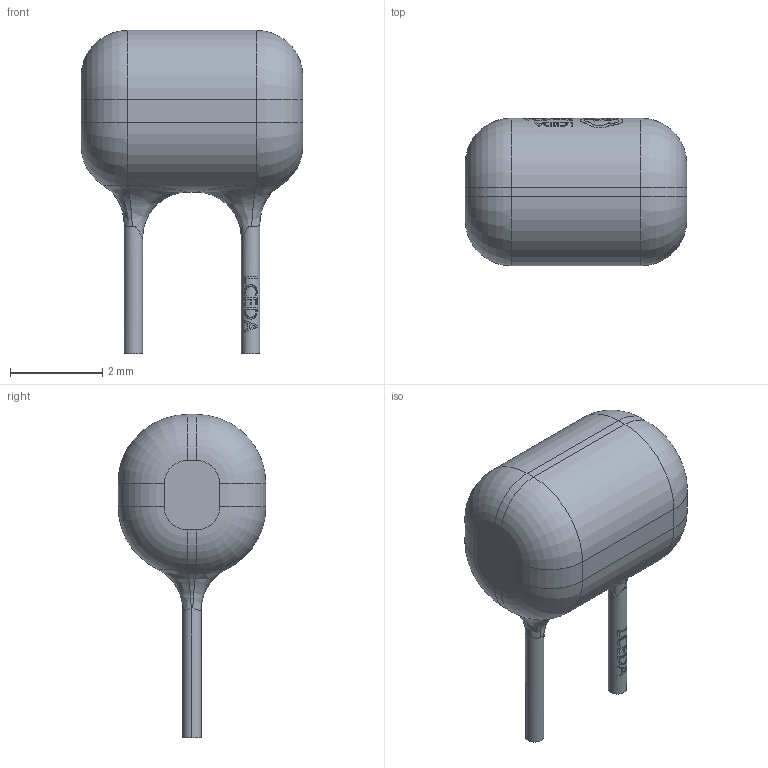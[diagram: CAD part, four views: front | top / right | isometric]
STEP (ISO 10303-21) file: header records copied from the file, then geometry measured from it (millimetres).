
FILE_DESCRIPTION (( 'STEP AP214' ), '1' );
FILE_NAME ('CAP-TH_L4.9-W3.7-H2.5-P2.54.step', '2022-07-01T08:51:37', ( '' ), ( '' ), 'SwSTEP 2.0', 'SolidWorks 2020', '' );
FILE_SCHEMA (( 'AUTOMOTIVE_DESIGN' ));
Length unit declared in the file: millimetre
Products named in the file (1): CAP-TH_L4.9-W3.7-H2.5-P2.54
Bounding box: 4.8 x 3.2 x 7 mm (x, y, z)
Volume: 41.8 mm3; surface area: 69.3 mm2
Topology: 1 solids, 1 shells, 327 faces, 872 edges, 573 vertices
Faces by surface type: bspline 149, plane 125, cylinder 42, torus 11
Entity records: 16667 total; most frequent: CARTESIAN_POINT 6660, ORIENTED_EDGE 1744, EDGE_CURVE 872, DIRECTION 701, VERTEX_POINT 573, B_SPLINE_CURVE_WITH_KNOTS 379, EDGE_LOOP 353, UNCERTAINTY_MEASURE_WITH_UNIT 330
